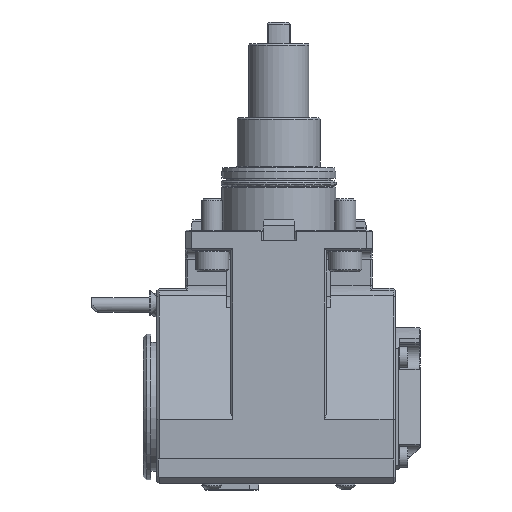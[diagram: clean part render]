
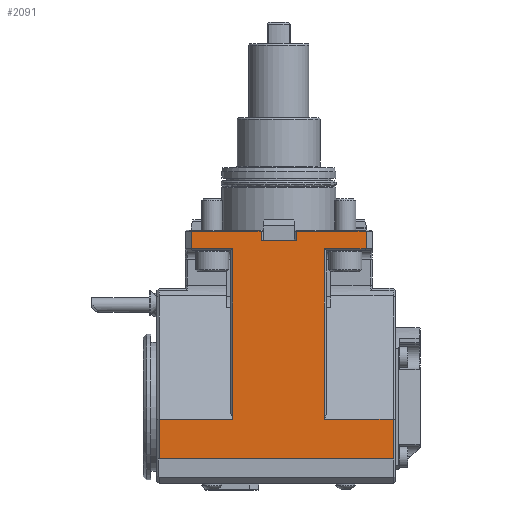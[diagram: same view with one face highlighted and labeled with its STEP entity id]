
A CAD part, front view. The second image highlights one B-rep face of the part: STEP entity #2091.
In plain terms, the highlighted planar face has unit normal (0, -1, 0).
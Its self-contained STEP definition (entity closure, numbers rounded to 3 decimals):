
#584=LINE('',#11148,#1235);
#586=LINE('',#11152,#1237);
#587=LINE('',#11154,#1238);
#589=LINE('',#11157,#1240);
#591=LINE('',#11161,#1242);
#593=LINE('',#11165,#1244);
#594=LINE('',#11167,#1245);
#596=LINE('',#11171,#1247);
#598=LINE('',#11175,#1249);
#599=LINE('',#11177,#1250);
#601=LINE('',#11181,#1252);
#603=LINE('',#11185,#1254);
#605=LINE('',#11188,#1256);
#743=LINE('',#11451,#1394);
#746=LINE('',#11457,#1397);
#747=LINE('',#11459,#1398);
#1235=VECTOR('',#8809,1.);
#1237=VECTOR('',#8813,1.);
#1238=VECTOR('',#8816,1.);
#1240=VECTOR('',#8820,1.);
#1242=VECTOR('',#8824,1.);
#1244=VECTOR('',#8828,1.);
#1245=VECTOR('',#8831,1.);
#1247=VECTOR('',#8835,1.);
#1249=VECTOR('',#8839,1.);
#1250=VECTOR('',#8842,1.);
#1252=VECTOR('',#8846,1.);
#1254=VECTOR('',#8850,1.);
#1256=VECTOR('',#8854,1.);
#1394=VECTOR('',#9106,1.);
#1397=VECTOR('',#9111,1.);
#1398=VECTOR('',#9112,1.);
#2091=ADVANCED_FACE('',(#2667),#2361,.F.);
#2361=PLANE('',#7312);
#2667=FACE_OUTER_BOUND('',#3132,.T.);
#3132=EDGE_LOOP('',(#4929,#4930,#4931,#4932,#4933,#4934,#4935,#4936,#4937,
#4938,#4939,#4940,#4941,#4942,#4943,#4944));
#4929=ORIENTED_EDGE('',*,*,#6375,.T.);
#4930=ORIENTED_EDGE('',*,*,#6373,.T.);
#4931=ORIENTED_EDGE('',*,*,#6371,.T.);
#4932=ORIENTED_EDGE('',*,*,#6369,.F.);
#4933=ORIENTED_EDGE('',*,*,#6368,.T.);
#4934=ORIENTED_EDGE('',*,*,#6366,.T.);
#4935=ORIENTED_EDGE('',*,*,#6364,.T.);
#4936=ORIENTED_EDGE('',*,*,#6363,.T.);
#4937=ORIENTED_EDGE('',*,*,#6361,.T.);
#4938=ORIENTED_EDGE('',*,*,#6359,.T.);
#4939=ORIENTED_EDGE('',*,*,#6357,.T.);
#4940=ORIENTED_EDGE('',*,*,#6356,.T.);
#4941=ORIENTED_EDGE('',*,*,#6513,.T.);
#4942=ORIENTED_EDGE('',*,*,#6516,.T.);
#4943=ORIENTED_EDGE('',*,*,#6517,.T.);
#4944=ORIENTED_EDGE('',*,*,#6354,.T.);
#5425=VERTEX_POINT('',#10774);
#5430=VERTEX_POINT('',#10795);
#5442=VERTEX_POINT('',#10838);
#5447=VERTEX_POINT('',#10857);
#5454=VERTEX_POINT('',#10877);
#5497=VERTEX_POINT('',#11043);
#5523=VERTEX_POINT('',#11147);
#5524=VERTEX_POINT('',#11151);
#5525=VERTEX_POINT('',#11158);
#5526=VERTEX_POINT('',#11162);
#5527=VERTEX_POINT('',#11168);
#5528=VERTEX_POINT('',#11172);
#5529=VERTEX_POINT('',#11178);
#5530=VERTEX_POINT('',#11182);
#5599=VERTEX_POINT('',#11452);
#5601=VERTEX_POINT('',#11458);
#6354=EDGE_CURVE('',#5523,#5454,#584,.T.);
#6356=EDGE_CURVE('',#5497,#5524,#586,.T.);
#6357=EDGE_CURVE('',#5425,#5497,#587,.T.);
#6359=EDGE_CURVE('',#5525,#5425,#589,.T.);
#6361=EDGE_CURVE('',#5526,#5525,#591,.T.);
#6363=EDGE_CURVE('',#5430,#5526,#593,.T.);
#6364=EDGE_CURVE('',#5527,#5430,#594,.T.);
#6366=EDGE_CURVE('',#5528,#5527,#596,.T.);
#6368=EDGE_CURVE('',#5442,#5528,#598,.T.);
#6369=EDGE_CURVE('',#5442,#5529,#599,.T.);
#6371=EDGE_CURVE('',#5530,#5529,#601,.T.);
#6373=EDGE_CURVE('',#5447,#5530,#603,.T.);
#6375=EDGE_CURVE('',#5454,#5447,#605,.T.);
#6513=EDGE_CURVE('',#5524,#5599,#743,.T.);
#6516=EDGE_CURVE('',#5599,#5601,#746,.T.);
#6517=EDGE_CURVE('',#5601,#5523,#747,.T.);
#7312=AXIS2_PLACEMENT_3D('',#11460,#9113,#9114);
#8809=DIRECTION('',(-1.,0.,0.));
#8813=DIRECTION('',(-1.,0.,0.));
#8816=DIRECTION('',(0.,0.,1.));
#8820=DIRECTION('',(1.,0.,0.));
#8824=DIRECTION('',(0.,0.,1.));
#8828=DIRECTION('',(-1.,0.,0.));
#8831=DIRECTION('',(0.,0.,1.));
#8835=DIRECTION('',(1.,0.,0.));
#8839=DIRECTION('',(0.,0.,-1.));
#8842=DIRECTION('',(1.,0.,0.));
#8846=DIRECTION('',(0.,0.,-1.));
#8850=DIRECTION('',(1.,0.,0.));
#8854=DIRECTION('',(0.,0.,-1.));
#9106=DIRECTION('',(0.,0.,-1.));
#9111=DIRECTION('',(-1.,0.,0.));
#9112=DIRECTION('',(0.,0.,1.));
#9113=DIRECTION('',(0.,1.,0.));
#9114=DIRECTION('',(1.,0.,0.));
#10774=CARTESIAN_POINT('',(42.,-42.5,-9.));
#10795=CARTESIAN_POINT('',(55.,-42.5,-90.968));
#10838=CARTESIAN_POINT('',(-57.5,-42.5,-90.968));
#10857=CARTESIAN_POINT('',(-42.,-42.5,-9.));
#10877=CARTESIAN_POINT('',(-42.,-42.5,-0.5));
#11043=CARTESIAN_POINT('',(42.,-42.5,-0.5));
#11147=CARTESIAN_POINT('',(-8.483,-42.5,-0.5));
#11148=CARTESIAN_POINT('',(-42.,-42.5,-0.5));
#11151=CARTESIAN_POINT('',(8.483,-42.5,-0.5));
#11152=CARTESIAN_POINT('',(8.483,-42.5,-0.5));
#11154=CARTESIAN_POINT('',(42.,-42.5,0.));
#11157=CARTESIAN_POINT('',(-58.5,-42.5,-9.));
#11158=CARTESIAN_POINT('',(22.,-42.5,-9.));
#11161=CARTESIAN_POINT('',(22.,-42.5,-122.));
#11162=CARTESIAN_POINT('',(22.,-42.5,-90.968));
#11165=CARTESIAN_POINT('',(210.668,-42.5,-90.968));
#11167=CARTESIAN_POINT('',(55.,-42.5,-90.968));
#11168=CARTESIAN_POINT('',(55.,-42.5,-110.));
#11171=CARTESIAN_POINT('',(-58.5,-42.5,-110.));
#11172=CARTESIAN_POINT('',(-57.5,-42.5,-110.));
#11175=CARTESIAN_POINT('',(-57.5,-42.5,-110.));
#11177=CARTESIAN_POINT('',(-210.668,-42.5,-90.968));
#11178=CARTESIAN_POINT('',(-22.,-42.5,-90.968));
#11181=CARTESIAN_POINT('',(-22.,-42.5,-122.));
#11182=CARTESIAN_POINT('',(-22.,-42.5,-9.));
#11185=CARTESIAN_POINT('',(-58.5,-42.5,-9.));
#11188=CARTESIAN_POINT('',(-42.,-42.5,-10.));
#11451=CARTESIAN_POINT('',(8.483,-42.5,-5.));
#11452=CARTESIAN_POINT('',(8.483,-42.5,-5.));
#11457=CARTESIAN_POINT('',(-58.5,-42.5,-5.));
#11458=CARTESIAN_POINT('',(-8.483,-42.5,-5.));
#11459=CARTESIAN_POINT('',(-8.483,-42.5,0.));
#11460=CARTESIAN_POINT('',(3.95,-42.5,-85.));
